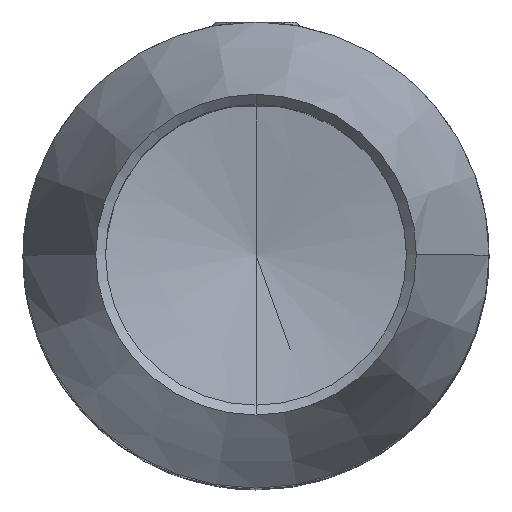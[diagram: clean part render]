
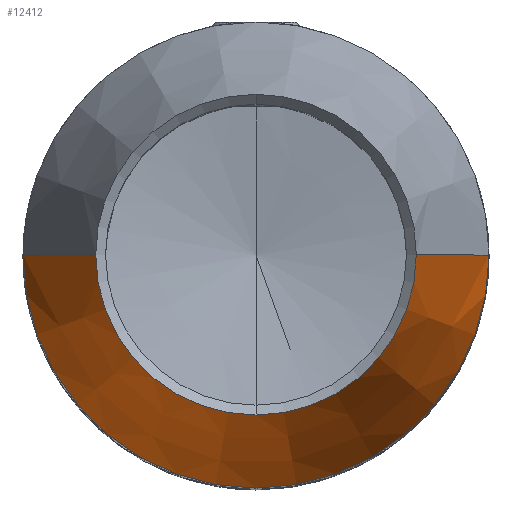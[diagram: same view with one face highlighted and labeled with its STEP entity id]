
A CAD part, top view. The second image highlights one B-rep face of the part: STEP entity #12412.
In plain terms, the highlighted conical face has half-angle 19 degrees and reference radius 7.557 mm.
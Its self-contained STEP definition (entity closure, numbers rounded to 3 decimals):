
#39 = ORIENTED_EDGE ( 'NONE', *, *, #11813, .T. ) ;
#600 = EDGE_CURVE ( 'NONE', #7510, #5528, #8809, .T. ) ;
#645 = CONICAL_SURFACE ( 'NONE', #7977, 7.557, 0.332 ) ;
#928 = CARTESIAN_POINT ( 'NONE',  ( 0., -7.568, -0.032 ) ) ;
#1121 = DIRECTION ( 'NONE',  ( -0.326, 0., -0.946 ) ) ;
#1176 = CARTESIAN_POINT ( 'NONE',  ( -11., 0., -10. ) ) ;
#1218 = VECTOR ( 'NONE', #1121, 1000. ) ;
#1773 = AXIS2_PLACEMENT_3D ( 'NONE', #4490, #10464, #7351 ) ;
#1877 = AXIS2_PLACEMENT_3D ( 'NONE', #3058, #6180, #15243 ) ;
#1908 = CIRCLE ( 'NONE', #1773, 7.568 ) ;
#2267 = EDGE_CURVE ( 'NONE', #5821, #9487, #1908, .T. ) ;
#3004 = CIRCLE ( 'NONE', #14118, 7.568 ) ;
#3058 = CARTESIAN_POINT ( 'NONE',  ( 0., 0., -10. ) ) ;
#3149 = CARTESIAN_POINT ( 'NONE',  ( 7.568, 0., -0.032 ) ) ;
#4490 = CARTESIAN_POINT ( 'NONE',  ( 0., 0., -0.032 ) ) ;
#4836 = ORIENTED_EDGE ( 'NONE', *, *, #2267, .T. ) ;
#5528 = VERTEX_POINT ( 'NONE', #1176 ) ;
#5668 = CARTESIAN_POINT ( 'NONE',  ( 0., 0., 0. ) ) ;
#5821 = VERTEX_POINT ( 'NONE', #3149 ) ;
#6180 = DIRECTION ( 'NONE',  ( 0., 0., 1. ) ) ;
#7080 = CIRCLE ( 'NONE', #1877, 11. ) ;
#7206 = VERTEX_POINT ( 'NONE', #7333 ) ;
#7333 = CARTESIAN_POINT ( 'NONE',  ( 11., 0., -10. ) ) ;
#7351 = DIRECTION ( 'NONE',  ( 0., -1., 0. ) ) ;
#7510 = VERTEX_POINT ( 'NONE', #12929 ) ;
#7902 = EDGE_LOOP ( 'NONE', ( #14831, #4836, #39, #12713, #14405 ) ) ;
#7977 = AXIS2_PLACEMENT_3D ( 'NONE', #5668, #10372, #8965 ) ;
#8657 = CARTESIAN_POINT ( 'NONE',  ( 7.557, 0., 0. ) ) ;
#8715 = DIRECTION ( 'NONE',  ( 0.326, 0., -0.946 ) ) ;
#8809 = LINE ( 'NONE', #18943, #1218 ) ;
#8965 = DIRECTION ( 'NONE',  ( -1., 0., 0. ) ) ;
#9487 = VERTEX_POINT ( 'NONE', #928 ) ;
#9985 = EDGE_CURVE ( 'NONE', #5821, #7206, #11134, .T. ) ;
#10372 = DIRECTION ( 'NONE',  ( 0., 0., -1. ) ) ;
#10464 = DIRECTION ( 'NONE',  ( 0., 0., -1. ) ) ;
#10819 = EDGE_CURVE ( 'NONE', #5528, #7206, #7080, .T. ) ;
#10841 = FACE_OUTER_BOUND ( 'NONE', #7902, .T. ) ;
#11134 = LINE ( 'NONE', #8657, #17355 ) ;
#11185 = CARTESIAN_POINT ( 'NONE',  ( 0., 0., -0.032 ) ) ;
#11813 = EDGE_CURVE ( 'NONE', #9487, #7510, #3004, .T. ) ;
#12412 = ADVANCED_FACE ( 'NONE', ( #10841 ), #645, .T. ) ;
#12713 = ORIENTED_EDGE ( 'NONE', *, *, #600, .T. ) ;
#12929 = CARTESIAN_POINT ( 'NONE',  ( -7.568, 0., -0.032 ) ) ;
#14118 = AXIS2_PLACEMENT_3D ( 'NONE', #11185, #18850, #18782 ) ;
#14405 = ORIENTED_EDGE ( 'NONE', *, *, #10819, .T. ) ;
#14831 = ORIENTED_EDGE ( 'NONE', *, *, #9985, .F. ) ;
#15243 = DIRECTION ( 'NONE',  ( 1., 0., 0. ) ) ;
#17355 = VECTOR ( 'NONE', #8715, 1000. ) ;
#18782 = DIRECTION ( 'NONE',  ( 0., -1., 0. ) ) ;
#18850 = DIRECTION ( 'NONE',  ( 0., 0., -1. ) ) ;
#18943 = CARTESIAN_POINT ( 'NONE',  ( -7.557, 0., 0. ) ) ;
